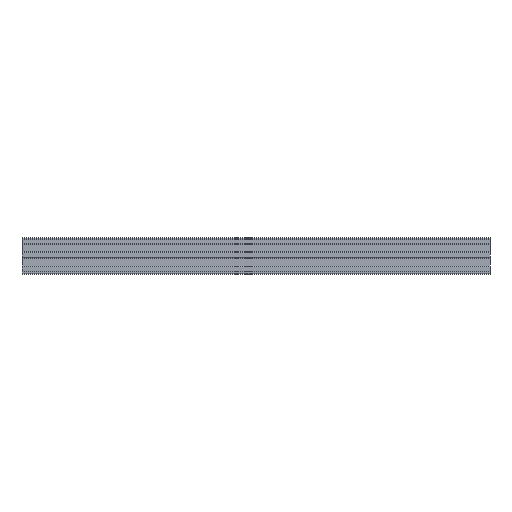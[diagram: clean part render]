
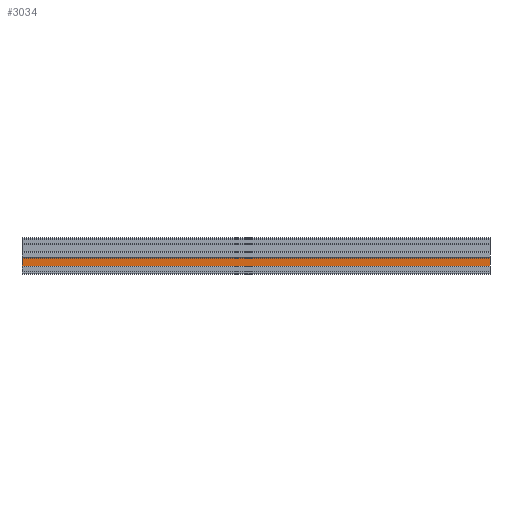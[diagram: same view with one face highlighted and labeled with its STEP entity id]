
A CAD part, front view. The second image highlights one B-rep face of the part: STEP entity #3034.
In plain terms, the highlighted planar face has unit normal (0, -1, 0).
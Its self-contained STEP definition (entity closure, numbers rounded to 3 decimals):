
#838=ORIENTED_EDGE('',*,*,#1611,.T.);
#839=ORIENTED_EDGE('',*,*,#1612,.F.);
#840=ORIENTED_EDGE('',*,*,#1613,.F.);
#841=ORIENTED_EDGE('',*,*,#1609,.T.);
#1609=EDGE_CURVE('',#1927,#1926,#2210,.T.);
#1611=EDGE_CURVE('',#1926,#1928,#2211,.T.);
#1612=EDGE_CURVE('',#1929,#1928,#2212,.T.);
#1613=EDGE_CURVE('',#1927,#1929,#2213,.T.);
#1926=VERTEX_POINT('',#5165);
#1927=VERTEX_POINT('',#5167);
#1928=VERTEX_POINT('',#5171);
#1929=VERTEX_POINT('',#5173);
#2210=LINE('',#5166,#2494);
#2211=LINE('',#5170,#2495);
#2212=LINE('',#5172,#2496);
#2213=LINE('',#5174,#2497);
#2494=VECTOR('',#4247,1000.);
#2495=VECTOR('',#4252,1000.);
#2496=VECTOR('',#4253,1000.);
#2497=VECTOR('',#4254,1000.);
#2658=EDGE_LOOP('',(#838,#839,#840,#841));
#2812=FACE_BOUND('',#2658,.T.);
#2886=PLANE('',#3361);
#3034=ADVANCED_FACE('',(#2812),#2886,.F.);
#3361=AXIS2_PLACEMENT_3D('',#5169,#4250,#4251);
#4247=DIRECTION('',(-1.,0.,0.));
#4250=DIRECTION('',(0.,1.,0.));
#4251=DIRECTION('',(-1.,0.,0.));
#4252=DIRECTION('',(0.,0.,-1.));
#4253=DIRECTION('',(-1.,0.,0.));
#4254=DIRECTION('',(0.,0.,-1.));
#5165=CARTESIAN_POINT('',(0.,-15.35,34.493));
#5166=CARTESIAN_POINT('',(1000.,-15.35,34.493));
#5167=CARTESIAN_POINT('',(1000.,-15.35,34.493));
#5169=CARTESIAN_POINT('',(1000.,-15.35,34.493));
#5170=CARTESIAN_POINT('',(0.,-15.35,34.493));
#5171=CARTESIAN_POINT('',(0.,-15.35,17.407));
#5172=CARTESIAN_POINT('',(1000.,-15.35,17.407));
#5173=CARTESIAN_POINT('',(1000.,-15.35,17.407));
#5174=CARTESIAN_POINT('',(1000.,-15.35,34.493));
